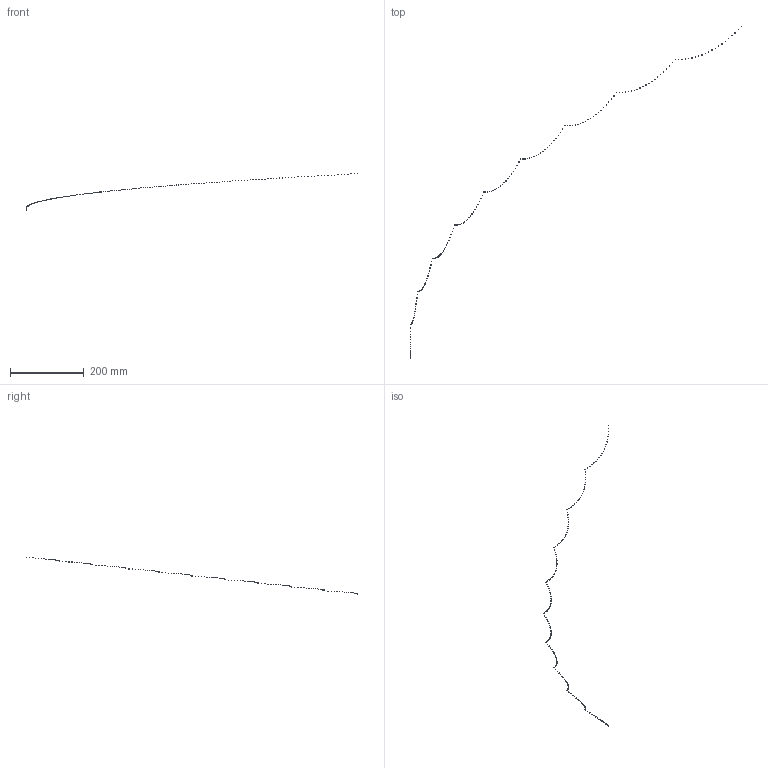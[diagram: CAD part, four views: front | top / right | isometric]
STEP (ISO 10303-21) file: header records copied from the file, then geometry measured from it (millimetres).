
FILE_DESCRIPTION(('Open CASCADE Model'),'2;1');
FILE_NAME('Open CASCADE Shape Model','2024-05-24T02:33:32',('Author'),( 'Open CASCADE'),'Open CASCADE STEP processor 7.7','Open CASCADE 7.7' ,'Unknown');
FILE_SCHEMA(('AUTOMOTIVE_DESIGN { 1 0 10303 214 1 1 1 1 }'));
Length unit declared in the file: millimetre
Products named in the file (199): Open CASCADE STEP translator 7.7 17; Open CASCADE STEP translator 7.7 17.1; Open CASCADE STEP translator 7.7 17.2; Open CASCADE STEP translator 7.7 17.3; Open CASCADE STEP translator 7.7 17.4; Open CASCADE STEP translator 7.7 17.5; Open CASCADE STEP translator 7.7 17.6; Open CASCADE STEP translator 7.7 17.7; Open CASCADE STEP translator 7.7 17.8; Open CASCADE STEP translator 7.7 17.9; Open CASCADE STEP translator 7.7 17.10; Open CASCADE STEP translator 7.7 17.11; Open CASCADE STEP translator 7.7 17.12; Open CASCADE STEP translator 7.7 17.13; Open CASCADE STEP translator 7.7 17.14; Open CASCADE STEP translator 7.7 17.15; Open CASCADE STEP translator 7.7 17.16; Open CASCADE STEP translator 7.7 17.17; Open CASCADE STEP translator 7.7 17.18; Open CASCADE STEP translator 7.7 17.19; Open CASCADE STEP translator 7.7 17.20; Open CASCADE STEP translator 7.7 17.21; Open CASCADE STEP translator 7.7 17.22; Open CASCADE STEP translator 7.7 17.23; Open CASCADE STEP translator 7.7 17.24; Open CASCADE STEP translator 7.7 17.25; Open CASCADE STEP translator 7.7 17.26; Open CASCADE STEP translator 7.7 17.27; Open CASCADE STEP translator 7.7 17.28; Open CASCADE STEP translator 7.7 17.29; Open CASCADE STEP translator 7.7 17.30; Open CASCADE STEP translator 7.7 17.31; Open CASCADE STEP translator 7.7 17.32; Open CASCADE STEP translator 7.7 17.33; Open CASCADE STEP translator 7.7 17.34; Open CASCADE STEP translator 7.7 17.35; Open CASCADE STEP translator 7.7 17.36; Open CASCADE STEP translator 7.7 17.37; Open CASCADE STEP translator 7.7 17.38; Open CASCADE STEP translator 7.7 17.39 ...
Assembly tree (198 placements, depth 2):
  Open CASCADE STEP translator 7.7 17
    Open CASCADE STEP translator 7.7 17.1
    Open CASCADE STEP translator 7.7 17.2
    Open CASCADE STEP translator 7.7 17.3
    Open CASCADE STEP translator 7.7 17.4
    Open CASCADE STEP translator 7.7 17.5
    Open CASCADE STEP translator 7.7 17.6
    Open CASCADE STEP translator 7.7 17.7
    Open CASCADE STEP translator 7.7 17.8
    Open CASCADE STEP translator 7.7 17.9
    Open CASCADE STEP translator 7.7 17.10
    Open CASCADE STEP translator 7.7 17.11
    Open CASCADE STEP translator 7.7 17.12
    Open CASCADE STEP translator 7.7 17.13
    Open CASCADE STEP translator 7.7 17.14
    Open CASCADE STEP translator 7.7 17.15
    Open CASCADE STEP translator 7.7 17.16
    Open CASCADE STEP translator 7.7 17.17
    Open CASCADE STEP translator 7.7 17.18
    Open CASCADE STEP translator 7.7 17.19
    Open CASCADE STEP translator 7.7 17.20
    Open CASCADE STEP translator 7.7 17.21
    Open CASCADE STEP translator 7.7 17.22
    Open CASCADE STEP translator 7.7 17.23
    Open CASCADE STEP translator 7.7 17.24
    Open CASCADE STEP translator 7.7 17.25
    Open CASCADE STEP translator 7.7 17.26
    Open CASCADE STEP translator 7.7 17.27
    Open CASCADE STEP translator 7.7 17.28
    Open CASCADE STEP translator 7.7 17.29
    Open CASCADE STEP translator 7.7 17.30
    Open CASCADE STEP translator 7.7 17.31
    Open CASCADE STEP translator 7.7 17.32
    Open CASCADE STEP translator 7.7 17.33
    Open CASCADE STEP translator 7.7 17.34
    Open CASCADE STEP translator 7.7 17.35
    Open CASCADE STEP translator 7.7 17.36
    Open CASCADE STEP translator 7.7 17.37
    Open CASCADE STEP translator 7.7 17.38
    Open CASCADE STEP translator 7.7 17.39
    Open CASCADE STEP translator 7.7 17.40
    Open CASCADE STEP translator 7.7 17.41
    Open CASCADE STEP translator 7.7 17.42
    Open CASCADE STEP translator 7.7 17.43
    Open CASCADE STEP translator 7.7 17.44
    Open CASCADE STEP translator 7.7 17.45
    Open CASCADE STEP translator 7.7 17.46
    Open CASCADE STEP translator 7.7 17.47
    Open CASCADE STEP translator 7.7 17.48
    Open CASCADE STEP translator 7.7 17.49
    Open CASCADE STEP translator 7.7 17.50
    Open CASCADE STEP translator 7.7 17.51
    Open CASCADE STEP translator 7.7 17.52
    Open CASCADE STEP translator 7.7 17.53
    Open CASCADE STEP translator 7.7 17.54
    Open CASCADE STEP translator 7.7 17.55
    Open CASCADE STEP translator 7.7 17.56
    Open CASCADE STEP translator 7.7 17.57
    Open CASCADE STEP translator 7.7 17.58
    Open CASCADE STEP translator 7.7 17.59
Bounding box: 901 x 901 x 100.1 mm (x, y, z)
Volume: 20 mm3; surface area: 479.6 mm2
Topology: 198 solids, 198 shells, 1188 faces, 2376 edges, 1584 vertices
Faces by surface type: plane 1188
Entity records: 64168 total; most frequent: CARTESIAN_POINT 10099, DIRECTION 9902, LINE 7128, VECTOR 7128, ORIENTED_EDGE 4752, PCURVE 4752, DEFINITIONAL_REPRESENTATION 4752, EDGE_CURVE 2376
